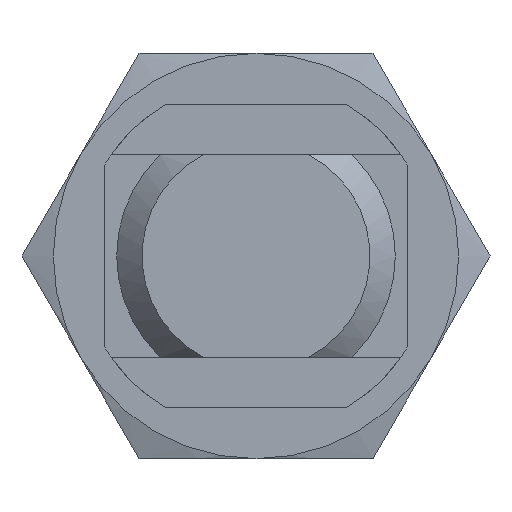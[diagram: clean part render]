
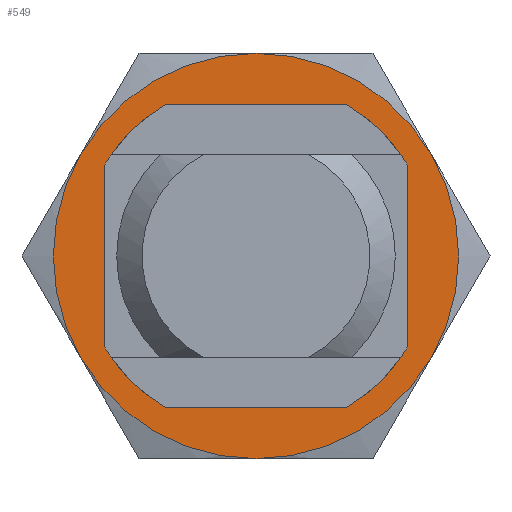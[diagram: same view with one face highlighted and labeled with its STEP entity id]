
A CAD part, left-side view. The second image highlights one B-rep face of the part: STEP entity #549.
In plain terms, the highlighted planar face has unit normal (-1, 0, 0).
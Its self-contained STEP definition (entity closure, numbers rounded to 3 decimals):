
#31 = EDGE_LOOP ( 'NONE', ( #1837, #4009 ) ) ;
#40 = CARTESIAN_POINT ( 'NONE',  ( 5., 0., -11. ) ) ;
#102 = CIRCLE ( 'NONE', #1310, 11. ) ;
#308 = CIRCLE ( 'NONE', #1519, 16. ) ;
#314 = CARTESIAN_POINT ( 'NONE',  ( 5., 13.856, -8. ) ) ;
#316 = DIRECTION ( 'NONE',  ( 0., 0., -1. ) ) ;
#322 = DIRECTION ( 'NONE',  ( 0., 0., -1. ) ) ;
#359 = EDGE_CURVE ( 'NONE', #853, #3590, #102, .T. ) ;
#372 = DIRECTION ( 'NONE',  ( -1., 0., 0. ) ) ;
#509 = DIRECTION ( 'NONE',  ( 0., 0., -1. ) ) ;
#544 = DIRECTION ( 'NONE',  ( 0., 0., -1. ) ) ;
#548 = DIRECTION ( 'NONE',  ( 0., -1., 0. ) ) ;
#549 = ADVANCED_FACE ( 'NONE', ( #2354, #3790 ), #4499, .F. ) ;
#834 = AXIS2_PLACEMENT_3D ( 'NONE', #4510, #2314, #509 ) ;
#853 = VERTEX_POINT ( 'NONE', #1701 ) ;
#909 = CIRCLE ( 'NONE', #834, 16. ) ;
#968 = CARTESIAN_POINT ( 'NONE',  ( 5., 0., 0. ) ) ;
#1021 = EDGE_LOOP ( 'NONE', ( #2604, #4429, #4432, #2467, #1529, #3655 ) ) ;
#1046 = CIRCLE ( 'NONE', #2259, 16. ) ;
#1118 = CARTESIAN_POINT ( 'NONE',  ( 5., 0., 0. ) ) ;
#1198 = DIRECTION ( 'NONE',  ( 0., 0., -1. ) ) ;
#1252 = CARTESIAN_POINT ( 'NONE',  ( 5., 0., -16. ) ) ;
#1310 = AXIS2_PLACEMENT_3D ( 'NONE', #1118, #3232, #1470 ) ;
#1412 = EDGE_CURVE ( 'NONE', #1443, #1610, #1046, .T. ) ;
#1422 = DIRECTION ( 'NONE',  ( -1., 0., 0. ) ) ;
#1443 = VERTEX_POINT ( 'NONE', #3935 ) ;
#1470 = DIRECTION ( 'NONE',  ( 0., 0., -1. ) ) ;
#1519 = AXIS2_PLACEMENT_3D ( 'NONE', #4273, #4339, #316 ) ;
#1529 = ORIENTED_EDGE ( 'NONE', *, *, #1412, .T. ) ;
#1548 = CIRCLE ( 'NONE', #2152, 11. ) ;
#1610 = VERTEX_POINT ( 'NONE', #314 ) ;
#1682 = AXIS2_PLACEMENT_3D ( 'NONE', #2629, #1968, #548 ) ;
#1699 = CARTESIAN_POINT ( 'NONE',  ( 5., 0., 0. ) ) ;
#1701 = CARTESIAN_POINT ( 'NONE',  ( 5., 0., 11. ) ) ;
#1779 = DIRECTION ( 'NONE',  ( 0., 0., -1. ) ) ;
#1837 = ORIENTED_EDGE ( 'NONE', *, *, #4269, .F. ) ;
#1844 = CIRCLE ( 'NONE', #4034, 16. ) ;
#1889 = AXIS2_PLACEMENT_3D ( 'NONE', #1699, #2430, #2406 ) ;
#1968 = DIRECTION ( 'NONE',  ( 1., 0., 0. ) ) ;
#2033 = DIRECTION ( 'NONE',  ( -1., 0., 0. ) ) ;
#2112 = VERTEX_POINT ( 'NONE', #2243 ) ;
#2135 = DIRECTION ( 'NONE',  ( -1., 0., 0. ) ) ;
#2152 = AXIS2_PLACEMENT_3D ( 'NONE', #968, #2033, #544 ) ;
#2199 = EDGE_CURVE ( 'NONE', #2286, #2480, #2710, .T. ) ;
#2206 = CARTESIAN_POINT ( 'NONE',  ( 5., 0., 16. ) ) ;
#2243 = CARTESIAN_POINT ( 'NONE',  ( 5., -13.856, 8. ) ) ;
#2259 = AXIS2_PLACEMENT_3D ( 'NONE', #2522, #1422, #322 ) ;
#2286 = VERTEX_POINT ( 'NONE', #1252 ) ;
#2314 = DIRECTION ( 'NONE',  ( -1., 0., 0. ) ) ;
#2354 = FACE_BOUND ( 'NONE', #31, .T. ) ;
#2358 = EDGE_CURVE ( 'NONE', #4193, #1443, #909, .T. ) ;
#2406 = DIRECTION ( 'NONE',  ( 0., 0., -1. ) ) ;
#2430 = DIRECTION ( 'NONE',  ( -1., 0., 0. ) ) ;
#2434 = EDGE_CURVE ( 'NONE', #2112, #4193, #4073, .T. ) ;
#2467 = ORIENTED_EDGE ( 'NONE', *, *, #2358, .T. ) ;
#2480 = VERTEX_POINT ( 'NONE', #2885 ) ;
#2522 = CARTESIAN_POINT ( 'NONE',  ( 5., 0., 0. ) ) ;
#2604 = ORIENTED_EDGE ( 'NONE', *, *, #2199, .T. ) ;
#2619 = CARTESIAN_POINT ( 'NONE',  ( 5., 0., 0. ) ) ;
#2629 = CARTESIAN_POINT ( 'NONE',  ( 5., 0., 0. ) ) ;
#2710 = CIRCLE ( 'NONE', #3925, 16. ) ;
#2832 = EDGE_CURVE ( 'NONE', #2480, #2112, #308, .T. ) ;
#2885 = CARTESIAN_POINT ( 'NONE',  ( 5., -13.856, -8. ) ) ;
#3232 = DIRECTION ( 'NONE',  ( -1., 0., 0. ) ) ;
#3590 = VERTEX_POINT ( 'NONE', #40 ) ;
#3655 = ORIENTED_EDGE ( 'NONE', *, *, #4422, .T. ) ;
#3790 = FACE_OUTER_BOUND ( 'NONE', #1021, .T. ) ;
#3925 = AXIS2_PLACEMENT_3D ( 'NONE', #2619, #372, #1198 ) ;
#3926 = CARTESIAN_POINT ( 'NONE',  ( 5., 0., 0. ) ) ;
#3935 = CARTESIAN_POINT ( 'NONE',  ( 5., 13.856, 8. ) ) ;
#4009 = ORIENTED_EDGE ( 'NONE', *, *, #359, .F. ) ;
#4034 = AXIS2_PLACEMENT_3D ( 'NONE', #3926, #2135, #1779 ) ;
#4073 = CIRCLE ( 'NONE', #1889, 16. ) ;
#4193 = VERTEX_POINT ( 'NONE', #2206 ) ;
#4269 = EDGE_CURVE ( 'NONE', #3590, #853, #1548, .T. ) ;
#4273 = CARTESIAN_POINT ( 'NONE',  ( 5., 0., 0. ) ) ;
#4339 = DIRECTION ( 'NONE',  ( -1., 0., 0. ) ) ;
#4422 = EDGE_CURVE ( 'NONE', #1610, #2286, #1844, .T. ) ;
#4429 = ORIENTED_EDGE ( 'NONE', *, *, #2832, .T. ) ;
#4432 = ORIENTED_EDGE ( 'NONE', *, *, #2434, .T. ) ;
#4499 = PLANE ( 'NONE',  #1682 ) ;
#4510 = CARTESIAN_POINT ( 'NONE',  ( 5., 0., 0. ) ) ;
